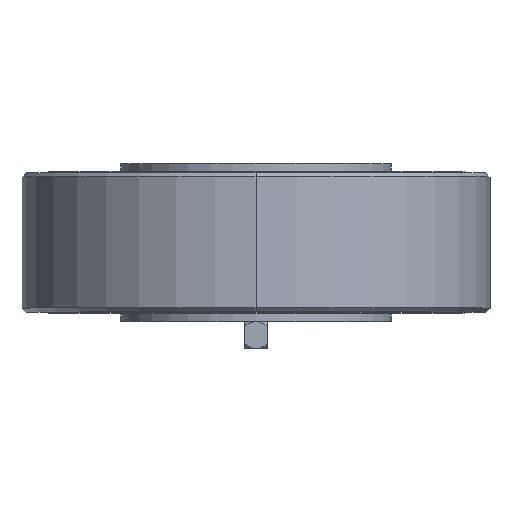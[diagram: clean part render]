
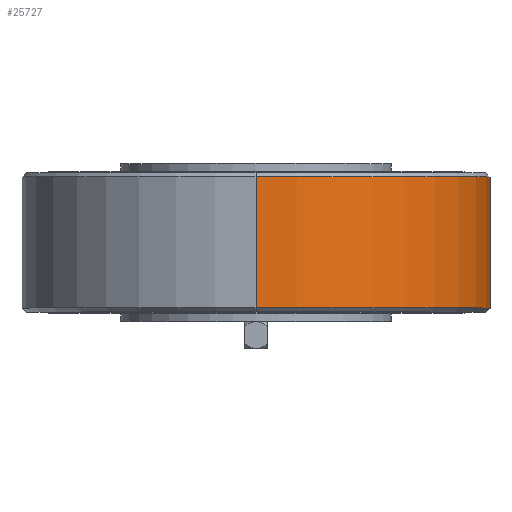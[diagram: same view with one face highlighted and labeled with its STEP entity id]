
A CAD part, top view. The second image highlights one B-rep face of the part: STEP entity #25727.
In plain terms, the highlighted cylindrical face has radius 112.5 mm (diameter 225 mm), a partial arc.
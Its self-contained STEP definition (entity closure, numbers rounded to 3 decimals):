
#53 = DIRECTION ( 'NONE',  ( 0., 0., -1. ) ) ;
#533 = CARTESIAN_POINT ( 'NONE',  ( 0., 48.6, 0. ) ) ;
#592 = EDGE_CURVE ( 'NONE', #9041, #3771, #7803, .T. ) ;
#906 = DIRECTION ( 'NONE',  ( 0., -1., 0. ) ) ;
#923 = DIRECTION ( 'NONE',  ( 0., 0., 1. ) ) ;
#2900 = CARTESIAN_POINT ( 'NONE',  ( 0., 2., 112.5 ) ) ;
#3771 = VERTEX_POINT ( 'NONE', #18959 ) ;
#4649 = EDGE_CURVE ( 'NONE', #6395, #13433, #18285, .T. ) ;
#5091 = ORIENTED_EDGE ( 'NONE', *, *, #6493, .T. ) ;
#5335 = EDGE_CURVE ( 'NONE', #20065, #19392, #8905, .T. ) ;
#5380 = EDGE_CURVE ( 'NONE', #9041, #20065, #18564, .T. ) ;
#6377 = CARTESIAN_POINT ( 'NONE',  ( 0., 65., 112.5 ) ) ;
#6392 = AXIS2_PLACEMENT_3D ( 'NONE', #10975, #25388, #13023 ) ;
#6395 = VERTEX_POINT ( 'NONE', #6377 ) ;
#6397 = VERTEX_POINT ( 'NONE', #12318 ) ;
#6493 = EDGE_CURVE ( 'NONE', #12760, #6395, #21798, .T. ) ;
#7344 = VECTOR ( 'NONE', #9669, 1000. ) ;
#7596 = CARTESIAN_POINT ( 'NONE',  ( 0., 67., 112.5 ) ) ;
#7803 = CIRCLE ( 'NONE', #10426, 112.5 ) ;
#8522 = CARTESIAN_POINT ( 'NONE',  ( 0., 67., 0. ) ) ;
#8905 = CIRCLE ( 'NONE', #20356, 112.5 ) ;
#9025 = LINE ( 'NONE', #24681, #18686 ) ;
#9041 = VERTEX_POINT ( 'NONE', #17634 ) ;
#9669 = DIRECTION ( 'NONE',  ( 0., -1., 0. ) ) ;
#10123 = EDGE_CURVE ( 'NONE', #13433, #6397, #14207, .T. ) ;
#10326 = CARTESIAN_POINT ( 'NONE',  ( 0., 18.4, 0. ) ) ;
#10426 = AXIS2_PLACEMENT_3D ( 'NONE', #533, #15044, #10634 ) ;
#10575 = VECTOR ( 'NONE', #906, 1000. ) ;
#10634 = DIRECTION ( 'NONE',  ( 0., 0., 1. ) ) ;
#10975 = CARTESIAN_POINT ( 'NONE',  ( 0., 65., 0. ) ) ;
#11210 = DIRECTION ( 'NONE',  ( 0., 1., 0. ) ) ;
#11362 = ORIENTED_EDGE ( 'NONE', *, *, #10123, .T. ) ;
#12099 = EDGE_CURVE ( 'NONE', #19392, #6397, #9025, .T. ) ;
#12318 = CARTESIAN_POINT ( 'NONE',  ( 0., 2., -112.5 ) ) ;
#12628 = FACE_OUTER_BOUND ( 'NONE', #22525, .T. ) ;
#12760 = VERTEX_POINT ( 'NONE', #12833 ) ;
#12833 = CARTESIAN_POINT ( 'NONE',  ( 0., 65., -112.5 ) ) ;
#13023 = DIRECTION ( 'NONE',  ( 0., 0., 1. ) ) ;
#13335 = CARTESIAN_POINT ( 'NONE',  ( 0., 67., -112.5 ) ) ;
#13433 = VERTEX_POINT ( 'NONE', #2900 ) ;
#14144 = DIRECTION ( 'NONE',  ( 0., -1., 0. ) ) ;
#14207 = CIRCLE ( 'NONE', #19254, 112.5 ) ;
#14381 = CARTESIAN_POINT ( 'NONE',  ( 0., 18.4, -112.5 ) ) ;
#15044 = DIRECTION ( 'NONE',  ( 0., 1., 0. ) ) ;
#15154 = ORIENTED_EDGE ( 'NONE', *, *, #5335, .F. ) ;
#16198 = CYLINDRICAL_SURFACE ( 'NONE', #23388, 112.5 ) ;
#16364 = DIRECTION ( 'NONE',  ( 0., 1., 0. ) ) ;
#16455 = CARTESIAN_POINT ( 'NONE',  ( 18.31, 67., -111. ) ) ;
#16892 = DIRECTION ( 'NONE',  ( 0., -1., 0. ) ) ;
#17634 = CARTESIAN_POINT ( 'NONE',  ( 18.31, 48.6, -111. ) ) ;
#18285 = LINE ( 'NONE', #7596, #7344 ) ;
#18460 = EDGE_CURVE ( 'NONE', #12760, #3771, #25718, .T. ) ;
#18564 = LINE ( 'NONE', #16455, #20801 ) ;
#18569 = CARTESIAN_POINT ( 'NONE',  ( 18.31, 18.4, -111. ) ) ;
#18675 = ORIENTED_EDGE ( 'NONE', *, *, #12099, .F. ) ;
#18677 = ORIENTED_EDGE ( 'NONE', *, *, #4649, .T. ) ;
#18686 = VECTOR ( 'NONE', #14144, 1000. ) ;
#18959 = CARTESIAN_POINT ( 'NONE',  ( 0., 48.6, -112.5 ) ) ;
#19254 = AXIS2_PLACEMENT_3D ( 'NONE', #23541, #11210, #923 ) ;
#19392 = VERTEX_POINT ( 'NONE', #14381 ) ;
#20065 = VERTEX_POINT ( 'NONE', #18569 ) ;
#20356 = AXIS2_PLACEMENT_3D ( 'NONE', #10326, #16364, #53 ) ;
#20372 = ORIENTED_EDGE ( 'NONE', *, *, #5380, .F. ) ;
#20568 = DIRECTION ( 'NONE',  ( 0., -1., 0. ) ) ;
#20801 = VECTOR ( 'NONE', #20568, 1000. ) ;
#21783 = ORIENTED_EDGE ( 'NONE', *, *, #592, .T. ) ;
#21798 = CIRCLE ( 'NONE', #6392, 112.5 ) ;
#22525 = EDGE_LOOP ( 'NONE', ( #5091, #18677, #11362, #18675, #15154, #20372, #21783, #24263 ) ) ;
#22913 = DIRECTION ( 'NONE',  ( 0., 0., -1. ) ) ;
#23388 = AXIS2_PLACEMENT_3D ( 'NONE', #8522, #16892, #22913 ) ;
#23541 = CARTESIAN_POINT ( 'NONE',  ( 0., 2., 0. ) ) ;
#24263 = ORIENTED_EDGE ( 'NONE', *, *, #18460, .F. ) ;
#24681 = CARTESIAN_POINT ( 'NONE',  ( 0., 67., -112.5 ) ) ;
#25388 = DIRECTION ( 'NONE',  ( 0., -1., 0. ) ) ;
#25718 = LINE ( 'NONE', #13335, #10575 ) ;
#25727 = ADVANCED_FACE ( 'NONE', ( #12628 ), #16198, .T. ) ;
